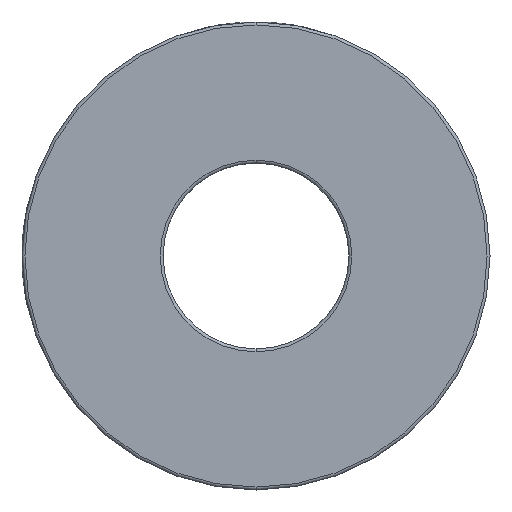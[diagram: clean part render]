
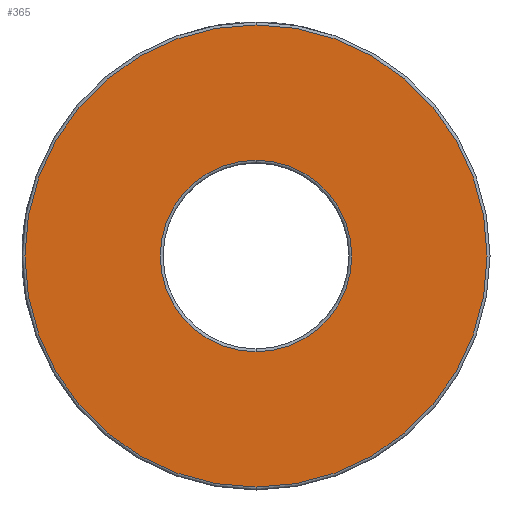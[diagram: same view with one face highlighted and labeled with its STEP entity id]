
A CAD part, front view. The second image highlights one B-rep face of the part: STEP entity #365.
In plain terms, the highlighted planar face has unit normal (0, -1, 0).
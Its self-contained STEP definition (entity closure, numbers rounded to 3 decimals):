
#133 = EDGE_CURVE ( 'NONE', #3078, #2489, #532, .T. ) ;
#198 = CIRCLE ( 'NONE', #2535, 3.275 ) ;
#365 = ADVANCED_FACE ( 'NONE', ( #1547, #4287 ), #2270, .T. ) ;
#532 = CIRCLE ( 'NONE', #4383, 7.9 ) ;
#672 = DIRECTION ( 'NONE',  ( 0., 0., -1. ) ) ;
#709 = CARTESIAN_POINT ( 'NONE',  ( 0., 0., 0. ) ) ;
#1187 = DIRECTION ( 'NONE',  ( 0., -1., 0. ) ) ;
#1240 = AXIS2_PLACEMENT_3D ( 'NONE', #1762, #3099, #4474 ) ;
#1257 = VERTEX_POINT ( 'NONE', #2311 ) ;
#1272 = CIRCLE ( 'NONE', #3734, 3.275 ) ;
#1274 = EDGE_CURVE ( 'NONE', #2135, #1257, #198, .T. ) ;
#1418 = DIRECTION ( 'NONE',  ( 0., -1., 0. ) ) ;
#1527 = CARTESIAN_POINT ( 'NONE',  ( 0., 0., 7.9 ) ) ;
#1547 = FACE_BOUND ( 'NONE', #1765, .T. ) ;
#1638 = ORIENTED_EDGE ( 'NONE', *, *, #2058, .T. ) ;
#1762 = CARTESIAN_POINT ( 'NONE',  ( 0., 0., 0. ) ) ;
#1765 = EDGE_LOOP ( 'NONE', ( #1638, #2355 ) ) ;
#1819 = DIRECTION ( 'NONE',  ( 0., 0., -1. ) ) ;
#2058 = EDGE_CURVE ( 'NONE', #1257, #2135, #1272, .T. ) ;
#2086 = CARTESIAN_POINT ( 'NONE',  ( 0., 0., -7.9 ) ) ;
#2135 = VERTEX_POINT ( 'NONE', #3041 ) ;
#2227 = CARTESIAN_POINT ( 'NONE',  ( 3.175, 0., 0. ) ) ;
#2270 = PLANE ( 'NONE',  #2427 ) ;
#2311 = CARTESIAN_POINT ( 'NONE',  ( 0., 0., -3.275 ) ) ;
#2326 = ORIENTED_EDGE ( 'NONE', *, *, #133, .T. ) ;
#2355 = ORIENTED_EDGE ( 'NONE', *, *, #1274, .T. ) ;
#2427 = AXIS2_PLACEMENT_3D ( 'NONE', #2227, #1187, #2983 ) ;
#2489 = VERTEX_POINT ( 'NONE', #1527 ) ;
#2535 = AXIS2_PLACEMENT_3D ( 'NONE', #3974, #3696, #2674 ) ;
#2674 = DIRECTION ( 'NONE',  ( 0., 0., -1. ) ) ;
#2983 = DIRECTION ( 'NONE',  ( 0., 0., -1. ) ) ;
#3017 = DIRECTION ( 'NONE',  ( 0., 1., 0. ) ) ;
#3041 = CARTESIAN_POINT ( 'NONE',  ( 0., 0., 3.275 ) ) ;
#3078 = VERTEX_POINT ( 'NONE', #2086 ) ;
#3099 = DIRECTION ( 'NONE',  ( 0., -1., 0. ) ) ;
#3696 = DIRECTION ( 'NONE',  ( 0., 1., 0. ) ) ;
#3712 = CARTESIAN_POINT ( 'NONE',  ( 0., 0., 0. ) ) ;
#3734 = AXIS2_PLACEMENT_3D ( 'NONE', #3712, #3017, #672 ) ;
#3832 = ORIENTED_EDGE ( 'NONE', *, *, #3862, .T. ) ;
#3859 = CIRCLE ( 'NONE', #1240, 7.9 ) ;
#3862 = EDGE_CURVE ( 'NONE', #2489, #3078, #3859, .T. ) ;
#3974 = CARTESIAN_POINT ( 'NONE',  ( 0., 0., 0. ) ) ;
#4069 = EDGE_LOOP ( 'NONE', ( #2326, #3832 ) ) ;
#4287 = FACE_OUTER_BOUND ( 'NONE', #4069, .T. ) ;
#4383 = AXIS2_PLACEMENT_3D ( 'NONE', #709, #1418, #1819 ) ;
#4474 = DIRECTION ( 'NONE',  ( 0., 0., -1. ) ) ;
